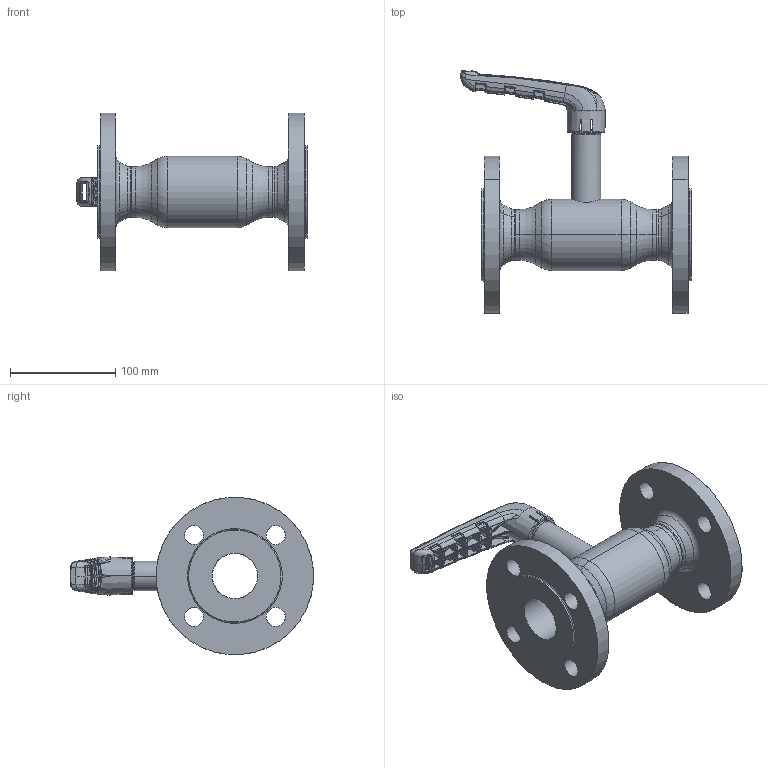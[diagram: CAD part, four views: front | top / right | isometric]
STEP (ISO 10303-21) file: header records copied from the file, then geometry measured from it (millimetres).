
FILE_DESCRIPTION (( 'STEP AP214' ), '1' );
FILE_NAME ('1040005001-xxxx.step', '2019-05-10T10:46:03', ( '' ), ( '' ), 'SwSTEP 2.0', 'SolidWorks 2017', '' );
FILE_SCHEMA (( 'AUTOMOTIVE_DESIGN' ));
Length unit declared in the file: millimetre
Products named in the file (1): 1040005001-xxxx
Bounding box: 219.35 x 231.02 x 149.43 mm (x, y, z)
Surface area: 150127.5 mm2 (no closed solid volume)
Topology: 0 solids, 12 shells, 730 faces, 2514 edges, 1663 vertices
Faces by surface type: bspline 542, cone 66, cylinder 48, plane 39, torus 29, sphere 6
Entity records: 55039 total; most frequent: CARTESIAN_POINT 31127, ORIENTED_EDGE 3805, EDGE_CURVE 2496, DIRECTION 1775, B_SPLINE_CURVE_WITH_KNOTS 1691, VERTEX_POINT 1659, AXIS2_PLACEMENT_3D 783, EDGE_LOOP 756
